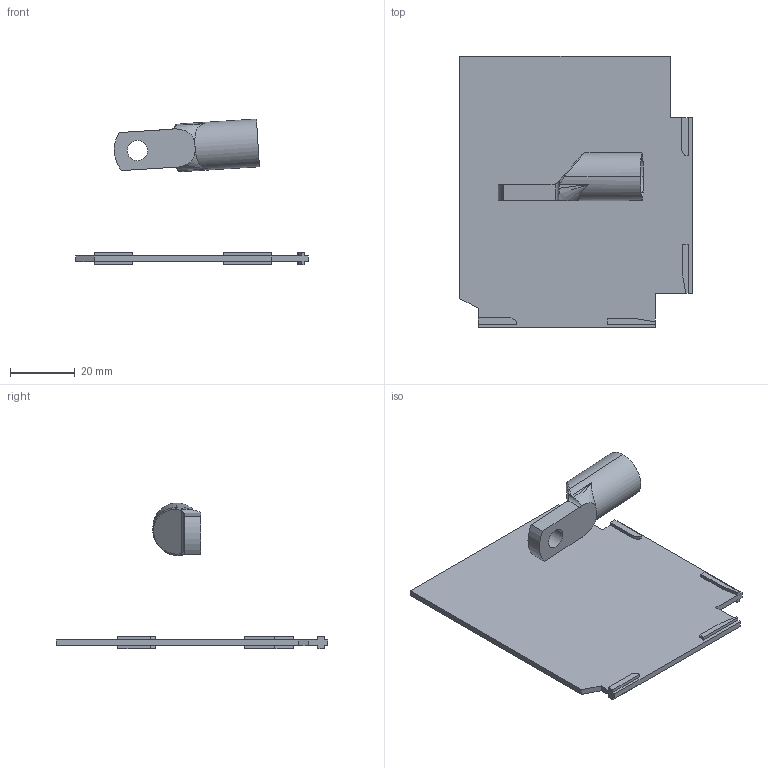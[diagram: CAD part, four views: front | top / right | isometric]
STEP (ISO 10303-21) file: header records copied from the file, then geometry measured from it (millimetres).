
FILE_DESCRIPTION((''),'2;1');
FILE_NAME('LV426980_ASM','2018-07-31T',('SESA468396'),('Schneider-Electric'),'PRO/ENGINEER BY PARAMETRIC TECHNOLOGY CORPORATION, 2015440','PRO/ENGINEER BY PARAMETRIC TECHNOLOGY CORPORATION, 2015440','');
FILE_SCHEMA(('CONFIG_CONTROL_DESIGN'));
Length unit declared in the file: millimetre
Products named in the file (3): LV426980-01; LV426980-02; LV426980_ASM
Assembly tree (2 placements, depth 2):
  LV426980_ASM
    LV426980-01
    LV426980-02
Bounding box: 72 x 83.9 x 45.16 mm (x, y, z)
Volume: 13774.8 mm3; surface area: 15010.1 mm2
Topology: 2 solids, 2 shells, 82 faces, 226 edges, 147 vertices
Faces by surface type: plane 63, cylinder 10, bspline 5, cone 4
Entity records: 3059 total; most frequent: CARTESIAN_POINT 939, ORIENTED_EDGE 448, DIRECTION 386, EDGE_CURVE 224, VECTOR 178, LINE 178, VERTEX_POINT 147, AXIS2_PLACEMENT_3D 104
